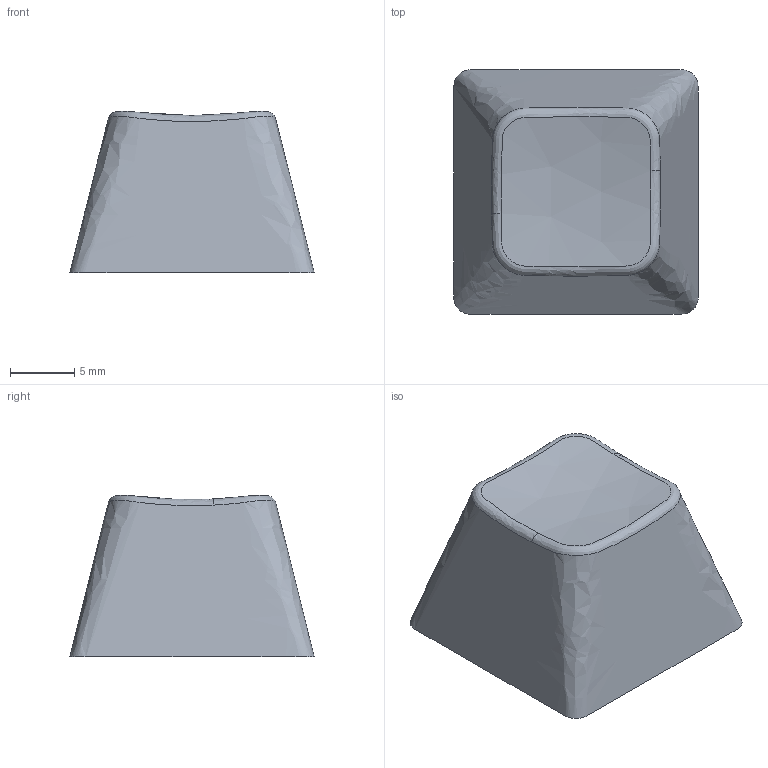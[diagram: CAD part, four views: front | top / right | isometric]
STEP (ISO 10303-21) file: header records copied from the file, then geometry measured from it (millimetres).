
FILE_DESCRIPTION(/* description */ ('STEP AP242 Edition 2','CAx-IF Rec.Pracs.---Representation and Presentation of Product Manufacturing Information (PMI)---4.0---2014-10-13','CAx-IF Rec.Pracs.---3D Tessellated Geometry---0.4---2014-09-14','2;1','CAx-IF Rec.Pracs.---User Defined Attributes---1.5---2016-08-15'),/* implementation_level */ '2;1');
FILE_NAME(/* name */ 'Assembly 1 - keycap_dsa_signatureplastics_r3_5',/* time_stamp */ '2026-01-05T12:41:20Z',/* author */ (''),/* organization */ (''),/* preprocessor_version */ 'ST-DEVELOPER v20',/* originating_system */ 'ONSHAPE BY PTC INC, 1.208',/* authorisation */ ' ');
FILE_SCHEMA (('AP242_MANAGED_MODEL_BASED_3D_ENGINEERING_MIM_LF { 1 0 10303 442 3 1 4 }'));
Length unit declared in the file: millimetre
Products named in the file (1): keycap_dsa_signatureplastics_r3_5
Bounding box: 19.05 x 19.06 x 12.58 mm (x, y, z)
Volume: 848.5 mm3; surface area: 2149.6 mm2
Topology: 1 solids, 1 shells, 29 faces, 86 edges, 58 vertices
Faces by surface type: plane 18, cone 4, sphere 3, bspline 3, cylinder 1
Full cylindrical faces by diameter (mm): 5.512 x1
Entity records: 1987 total; most frequent: CARTESIAN_POINT 1216, ORIENTED_EDGE 158, DIRECTION 152, EDGE_CURVE 79, VERTEX_POINT 57, AXIS2_PLACEMENT_3D 56, LINE 40, VECTOR 40
